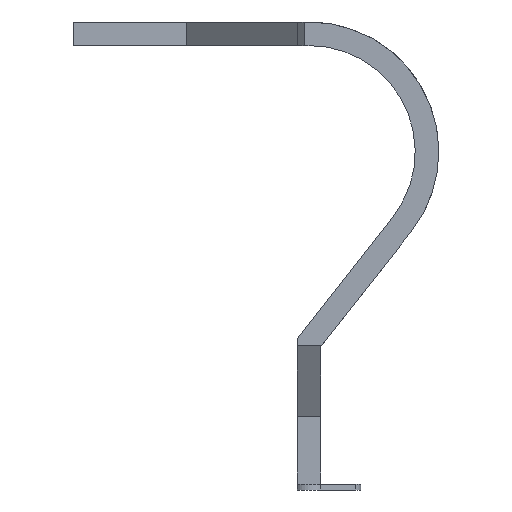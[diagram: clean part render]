
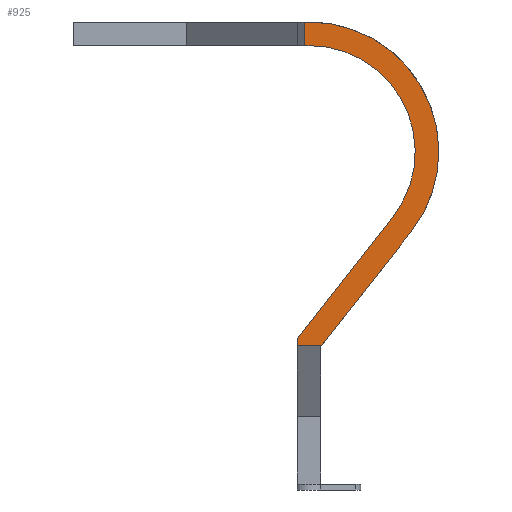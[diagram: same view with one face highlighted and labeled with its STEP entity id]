
A CAD part, left-side view. The second image highlights one B-rep face of the part: STEP entity #925.
In plain terms, the highlighted planar face has unit normal (-1, 0, 0).
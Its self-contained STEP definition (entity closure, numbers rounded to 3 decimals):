
#24=CIRCLE('',#989,45.);
#26=CIRCLE('',#995,55.);
#60=PLANE('',#999);
#104=FACE_OUTER_BOUND('',#159,.T.);
#159=EDGE_LOOP('',(#730,#731,#732,#733,#734,#735,#736,#737,#738));
#240=LINE('',#1518,#345);
#244=LINE('',#1527,#349);
#246=LINE('',#1533,#351);
#259=LINE('',#1558,#364);
#263=LINE('',#1565,#368);
#264=LINE('',#1568,#369);
#265=LINE('',#1569,#370);
#345=VECTOR('',#1102,10.);
#349=VECTOR('',#1108,10.);
#351=VECTOR('',#1116,10.);
#364=VECTOR('',#1131,10.);
#368=VECTOR('',#1137,10.);
#369=VECTOR('',#1140,10.);
#370=VECTOR('',#1141,10.);
#441=VERTEX_POINT('',#1497);
#444=VERTEX_POINT('',#1502);
#447=VERTEX_POINT('',#1514);
#448=VERTEX_POINT('',#1516);
#451=VERTEX_POINT('',#1524);
#452=VERTEX_POINT('',#1526);
#453=VERTEX_POINT('',#1532);
#464=VERTEX_POINT('',#1556);
#467=VERTEX_POINT('',#1567);
#535=EDGE_CURVE('',#441,#444,#24,.T.);
#543=EDGE_CURVE('',#448,#447,#240,.T.);
#547=EDGE_CURVE('',#451,#452,#244,.T.);
#549=EDGE_CURVE('',#452,#448,#26,.T.);
#550=EDGE_CURVE('',#444,#453,#246,.T.);
#563=EDGE_CURVE('',#453,#464,#259,.T.);
#567=EDGE_CURVE('',#447,#464,#263,.T.);
#568=EDGE_CURVE('',#451,#467,#264,.T.);
#569=EDGE_CURVE('',#441,#467,#265,.T.);
#730=ORIENTED_EDGE('',*,*,#568,.T.);
#731=ORIENTED_EDGE('',*,*,#569,.F.);
#732=ORIENTED_EDGE('',*,*,#535,.T.);
#733=ORIENTED_EDGE('',*,*,#550,.T.);
#734=ORIENTED_EDGE('',*,*,#563,.T.);
#735=ORIENTED_EDGE('',*,*,#567,.F.);
#736=ORIENTED_EDGE('',*,*,#543,.F.);
#737=ORIENTED_EDGE('',*,*,#549,.F.);
#738=ORIENTED_EDGE('',*,*,#547,.F.);
#925=ADVANCED_FACE('',(#104),#60,.T.);
#989=AXIS2_PLACEMENT_3D('',#1504,#1088,#1089);
#995=AXIS2_PLACEMENT_3D('',#1530,#1112,#1113);
#999=AXIS2_PLACEMENT_3D('',#1566,#1138,#1139);
#1088=DIRECTION('center_axis',(1.,0.,0.));
#1089=DIRECTION('ref_axis',(0.,0.,
1.));
#1102=DIRECTION('',(0.,0.618,-0.786));
#1108=DIRECTION('',(0.,-1.,0.));
#1112=DIRECTION('center_axis',(1.,0.,0.));
#1113=DIRECTION('ref_axis',(0.,0.,1.));
#1116=DIRECTION('',(0.,0.618,-0.786));
#1131=DIRECTION('',(0.,0.,-1.));
#1137=DIRECTION('',(0.,1.,0.));
#1138=DIRECTION('center_axis',(-1.,0.,0.));
#1139=DIRECTION('ref_axis',(0.,0.,1.));
#1140=DIRECTION('',(0.,0.,-1.));
#1141=DIRECTION('',(0.,1.,0.));
#1497=CARTESIAN_POINT('',(-22.321,0.,185.902));
#1502=CARTESIAN_POINT('',(-22.321,-35.377,113.09));
#1504=CARTESIAN_POINT('Origin',(-22.321,0.,
140.902));
#1514=CARTESIAN_POINT('',(-22.321,-5.307,58.66));
#1516=CARTESIAN_POINT('',(-22.321,-43.238,106.91));
#1518=CARTESIAN_POINT('',(-22.321,-43.238,106.91));
#1524=CARTESIAN_POINT('',(-22.321,2.071,195.902));
#1526=CARTESIAN_POINT('',(-22.321,0.001,195.902));
#1527=CARTESIAN_POINT('',(-22.321,23.964,195.902));
#1530=CARTESIAN_POINT('Origin',(-22.321,0.,140.902));
#1532=CARTESIAN_POINT('',(-22.321,5.,61.73));
#1533=CARTESIAN_POINT('',(-22.321,-35.377,113.09));
#1556=CARTESIAN_POINT('',(-22.321,5.,58.66));
#1558=CARTESIAN_POINT('',(-22.321,5.,115.726));
#1565=CARTESIAN_POINT('',(-22.321,0.,58.66));
#1566=CARTESIAN_POINT('Origin',(-22.321,0.,
185.902));
#1567=CARTESIAN_POINT('',(-22.321,2.071,185.902));
#1568=CARTESIAN_POINT('',(-22.321,2.071,188.402));
#1569=CARTESIAN_POINT('',(-22.321,26.036,185.902));
